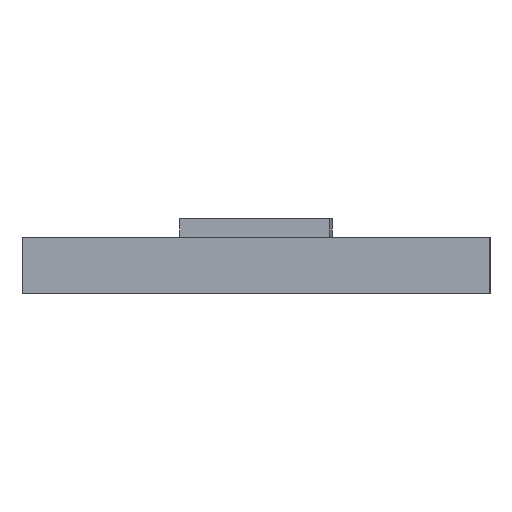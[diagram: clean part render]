
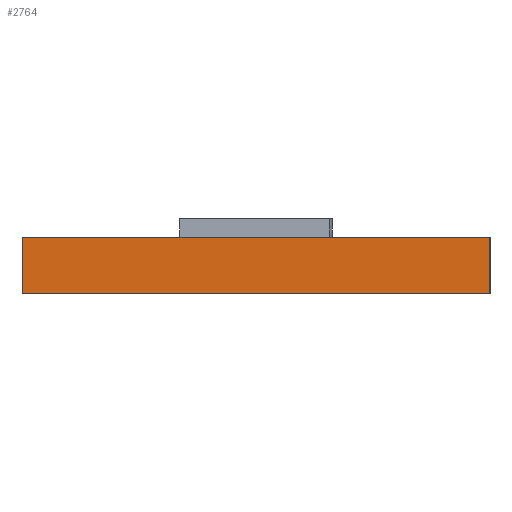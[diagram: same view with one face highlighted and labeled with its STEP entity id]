
A CAD part, left-side view. The second image highlights one B-rep face of the part: STEP entity #2764.
In plain terms, the highlighted planar face has unit normal (-1, 0, 0).
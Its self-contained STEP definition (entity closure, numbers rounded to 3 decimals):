
#370=FACE_OUTER_BOUND('',#538,.T.);
#538=EDGE_LOOP('',(#2511,#2512,#2513,#2514));
#801=LINE('',#5091,#1069);
#805=LINE('',#5102,#1073);
#806=LINE('',#5105,#1074);
#807=LINE('',#5106,#1075);
#1069=VECTOR('',#3293,10.);
#1073=VECTOR('',#3307,10.);
#1074=VECTOR('',#3310,10.);
#1075=VECTOR('',#3311,10.);
#1337=VERTEX_POINT('',#5088);
#1338=VERTEX_POINT('',#5090);
#1339=VERTEX_POINT('',#5098);
#1341=VERTEX_POINT('',#5104);
#1729=EDGE_CURVE('',#1337,#1338,#801,.T.);
#1733=EDGE_CURVE('',#1339,#1338,#805,.T.);
#1734=EDGE_CURVE('',#1341,#1339,#806,.T.);
#1735=EDGE_CURVE('',#1341,#1337,#807,.T.);
#2511=ORIENTED_EDGE('',*,*,#1734,.T.);
#2512=ORIENTED_EDGE('',*,*,#1733,.T.);
#2513=ORIENTED_EDGE('',*,*,#1729,.F.);
#2514=ORIENTED_EDGE('',*,*,#1735,.F.);
#2613=PLANE('',#2874);
#2764=ADVANCED_FACE('',(#370),#2613,.T.);
#2874=AXIS2_PLACEMENT_3D('',#5103,#3308,#3309);
#3293=DIRECTION('',(0.,-1.,0.));
#3307=DIRECTION('',(0.,0.,1.));
#3308=DIRECTION('center_axis',(-1.,0.,0.));
#3309=DIRECTION('ref_axis',(0.,-1.,0.));
#3310=DIRECTION('',(0.,-1.,0.));
#3311=DIRECTION('',(0.,0.,1.));
#5088=CARTESIAN_POINT('',(0.,25.,3.));
#5090=CARTESIAN_POINT('',(0.,0.,3.));
#5091=CARTESIAN_POINT('',(0.,25.,3.));
#5098=CARTESIAN_POINT('',(0.,0.,0.));
#5102=CARTESIAN_POINT('',(0.,0.,0.));
#5103=CARTESIAN_POINT('Origin',(0.,25.,0.));
#5104=CARTESIAN_POINT('',(0.,25.,0.));
#5105=CARTESIAN_POINT('',(0.,25.,0.));
#5106=CARTESIAN_POINT('',(0.,25.,0.));
